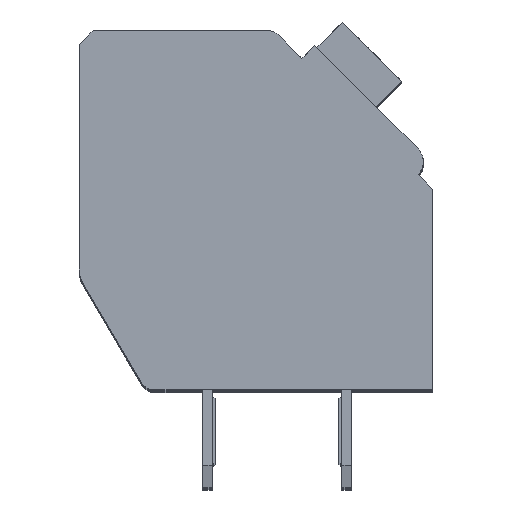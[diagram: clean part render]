
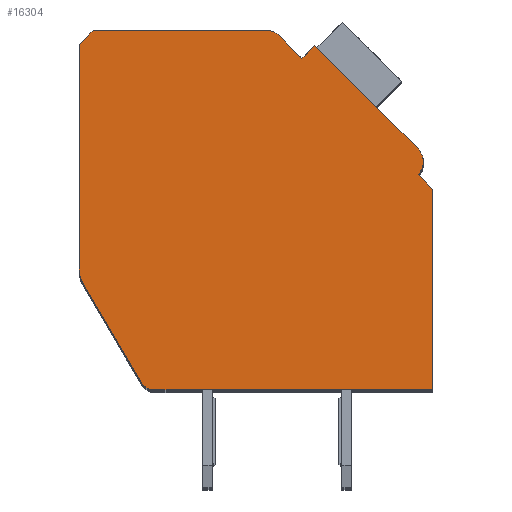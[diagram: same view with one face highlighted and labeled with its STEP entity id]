
A CAD part, top view. The second image highlights one B-rep face of the part: STEP entity #16304.
In plain terms, the highlighted planar face has unit normal (0, 0, 1).
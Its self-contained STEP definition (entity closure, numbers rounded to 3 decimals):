
#338=DIRECTION('',(0.,-1.,0.));
#339=VECTOR('',#338,8.053);
#340=CARTESIAN_POINT('',(-12.7,12.4,2.1));
#341=LINE('',#340,#339);
#342=DIRECTION('',(-0.707,-0.707,0.));
#343=VECTOR('',#342,0.707);
#344=CARTESIAN_POINT('',(-12.2,12.9,2.1));
#345=LINE('',#344,#343);
#346=DIRECTION('',(-1.,0.,0.));
#347=VECTOR('',#346,6.298);
#348=CARTESIAN_POINT('',(-5.902,12.9,2.1));
#349=LINE('',#348,#347);
#350=CARTESIAN_POINT('',(-5.902,12.4,2.1));
#351=DIRECTION('',(0.,0.,1.));
#352=DIRECTION('',(0.707,0.707,0.));
#353=AXIS2_PLACEMENT_3D('',#350,#351,#352);
#355=DIRECTION('',(-0.707,0.707,0.));
#356=VECTOR('',#355,1.197);
#357=CARTESIAN_POINT('',(-4.702,11.907,2.1));
#358=LINE('',#357,#356);
#359=DIRECTION('',(-0.707,-0.707,0.));
#360=VECTOR('',#359,0.65);
#361=CARTESIAN_POINT('',(-4.243,12.367,2.1));
#362=LINE('',#361,#360);
#363=DIRECTION('',(-0.707,0.707,0.));
#364=VECTOR('',#363,5.25);
#365=CARTESIAN_POINT('',(-0.53,8.655,2.1));
#366=LINE('',#365,#364);
#367=CARTESIAN_POINT('',(-0.99,8.195,2.1));
#368=DIRECTION('',(0.,0.,1.));
#369=DIRECTION('',(0.707,-0.707,0.));
#370=AXIS2_PLACEMENT_3D('',#367,#368,#369);
#372=DIRECTION('',(-0.707,0.707,0.));
#373=VECTOR('',#372,0.75);
#374=CARTESIAN_POINT('',(0.,7.205,2.1));
#375=LINE('',#374,#373);
#376=DIRECTION('',(0.,1.,0.));
#377=VECTOR('',#376,7.205);
#378=CARTESIAN_POINT('',(0.,0.,2.1));
#379=LINE('',#378,#377);
#380=DIRECTION('',(1.,0.,0.));
#381=VECTOR('',#380,10.014);
#382=CARTESIAN_POINT('',(-10.014,0.,2.1));
#383=LINE('',#382,#381);
#384=CARTESIAN_POINT('',(-10.014,0.5,2.1));
#385=DIRECTION('',(0.,0.,1.));
#386=DIRECTION('',(-0.862,-0.508,0.));
#387=AXIS2_PLACEMENT_3D('',#384,#385,#386);
#389=DIRECTION('',(0.508,-0.862,0.));
#390=VECTOR('',#389,4.17);
#391=CARTESIAN_POINT('',(-12.562,3.839,2.1));
#392=LINE('',#391,#390);
#393=CARTESIAN_POINT('',(-11.7,4.347,2.1));
#394=DIRECTION('',(0.,0.,1.));
#395=DIRECTION('',(-1.,0.,0.));
#396=AXIS2_PLACEMENT_3D('',#393,#394,#395);
#12220=CARTESIAN_POINT('',(-12.7,12.4,2.1));
#12221=CARTESIAN_POINT('',(-12.7,4.347,2.1));
#12222=VERTEX_POINT('',#12220);
#12223=VERTEX_POINT('',#12221);
#12224=CARTESIAN_POINT('',(-12.562,3.839,2.1));
#12225=VERTEX_POINT('',#12224);
#12226=CARTESIAN_POINT('',(-10.445,0.246,2.1));
#12227=VERTEX_POINT('',#12226);
#12228=CARTESIAN_POINT('',(-10.014,0.,2.1));
#12229=VERTEX_POINT('',#12228);
#12230=CARTESIAN_POINT('',(0.,0.,2.1));
#12231=VERTEX_POINT('',#12230);
#12232=CARTESIAN_POINT('',(0.,7.205,2.1));
#12233=VERTEX_POINT('',#12232);
#12234=CARTESIAN_POINT('',(-0.53,7.735,2.1));
#12235=VERTEX_POINT('',#12234);
#12236=CARTESIAN_POINT('',(-0.53,8.655,2.1));
#12237=VERTEX_POINT('',#12236);
#12238=CARTESIAN_POINT('',(-4.243,12.367,2.1));
#12239=VERTEX_POINT('',#12238);
#12240=CARTESIAN_POINT('',(-4.702,11.907,2.1));
#12241=VERTEX_POINT('',#12240);
#12242=CARTESIAN_POINT('',(-5.548,12.754,2.1));
#12243=VERTEX_POINT('',#12242);
#12244=CARTESIAN_POINT('',(-5.902,12.9,2.1));
#12245=VERTEX_POINT('',#12244);
#12246=CARTESIAN_POINT('',(-12.2,12.9,2.1));
#12247=VERTEX_POINT('',#12246);
#16271=CARTESIAN_POINT('',(0.,0.,2.1));
#16272=DIRECTION('',(0.,0.,1.));
#16273=DIRECTION('',(1.,0.,0.));
#16274=AXIS2_PLACEMENT_3D('',#16271,#16272,#16273);
#16275=PLANE('',#16274);
#16276=ORIENTED_EDGE('',*,*,#15978,.F.);
#16278=ORIENTED_EDGE('',*,*,#16277,.F.);
#16280=ORIENTED_EDGE('',*,*,#16279,.F.);
#16282=ORIENTED_EDGE('',*,*,#16281,.F.);
#16284=ORIENTED_EDGE('',*,*,#16283,.F.);
#16286=ORIENTED_EDGE('',*,*,#16285,.F.);
#16288=ORIENTED_EDGE('',*,*,#16287,.F.);
#16290=ORIENTED_EDGE('',*,*,#16289,.F.);
#16292=ORIENTED_EDGE('',*,*,#16291,.F.);
#16294=ORIENTED_EDGE('',*,*,#16293,.F.);
#16296=ORIENTED_EDGE('',*,*,#16295,.F.);
#16298=ORIENTED_EDGE('',*,*,#16297,.F.);
#16300=ORIENTED_EDGE('',*,*,#16299,.F.);
#16301=ORIENTED_EDGE('',*,*,#16099,.F.);
#16302=EDGE_LOOP('',(#16276,#16278,#16280,#16282,#16284,#16286,#16288,#16290,
#16292,#16294,#16296,#16298,#16300,#16301));
#16303=FACE_OUTER_BOUND('',#16302,.F.);
#354=CIRCLE('',#353,0.5);
#371=CIRCLE('',#370,0.65);
#388=CIRCLE('',#387,0.5);
#397=CIRCLE('',#396,1.);
#15978=EDGE_CURVE('',#12222,#12223,#341,.T.);
#16099=EDGE_CURVE('',#12223,#12225,#397,.T.);
#16277=EDGE_CURVE('',#12247,#12222,#345,.T.);
#16279=EDGE_CURVE('',#12245,#12247,#349,.T.);
#16281=EDGE_CURVE('',#12243,#12245,#354,.T.);
#16283=EDGE_CURVE('',#12241,#12243,#358,.T.);
#16285=EDGE_CURVE('',#12239,#12241,#362,.T.);
#16287=EDGE_CURVE('',#12237,#12239,#366,.T.);
#16289=EDGE_CURVE('',#12235,#12237,#371,.T.);
#16291=EDGE_CURVE('',#12233,#12235,#375,.T.);
#16293=EDGE_CURVE('',#12231,#12233,#379,.T.);
#16295=EDGE_CURVE('',#12229,#12231,#383,.T.);
#16297=EDGE_CURVE('',#12227,#12229,#388,.T.);
#16299=EDGE_CURVE('',#12225,#12227,#392,.T.);
#16304=ADVANCED_FACE('',(#16303),#16275,.T.);
